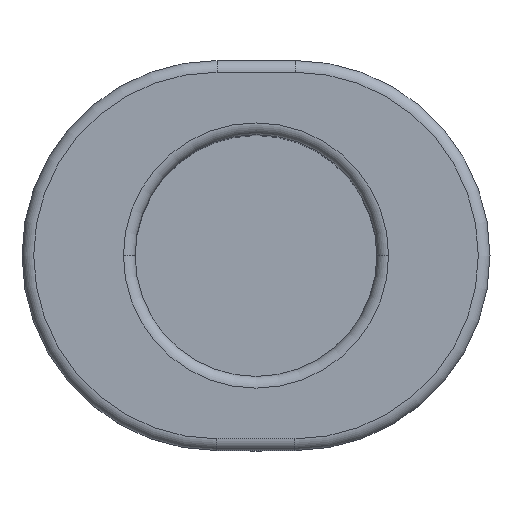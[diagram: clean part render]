
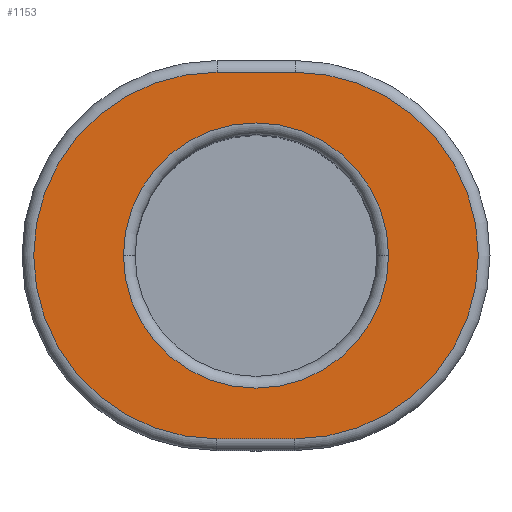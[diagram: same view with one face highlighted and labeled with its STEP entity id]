
A CAD part, top view. The second image highlights one B-rep face of the part: STEP entity #1153.
In plain terms, the highlighted planar face has unit normal (0, 0, 1).
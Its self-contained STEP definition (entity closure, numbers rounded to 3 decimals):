
#779=CARTESIAN_POINT('',(3.4,0.,10.0));
#780=VERTEX_POINT('',#779);
#788=CARTESIAN_POINT('',(-3.4,0.,10.0));
#789=VERTEX_POINT('',#788);
#790=CARTESIAN_POINT('',(0.0,0.,10.0));
#791=DIRECTION('',(0.0,0.0,1.0));
#792=DIRECTION('',(1.0,0.0,0.0));
#793=AXIS2_PLACEMENT_3D('',#790,#791,#792);
#794=CIRCLE('',#793,3.4);
#795=EDGE_CURVE('',#780,#789,#794,.T.);
#949=CARTESIAN_POINT('',(1.,4.7,10.));
#950=VERTEX_POINT('',#949);
#951=CARTESIAN_POINT('',(1.0,-4.7,10.0));
#952=VERTEX_POINT('',#951);
#953=CARTESIAN_POINT('',(1.0,0.,10.0));
#954=DIRECTION('',(0.,0.,-1.0));
#955=DIRECTION('',(1.0,0.,0.));
#956=AXIS2_PLACEMENT_3D('',#953,#954,#955);
#957=CIRCLE('',#956,4.7);
#958=EDGE_CURVE('',#950,#952,#957,.T.);
#993=CARTESIAN_POINT('',(-1.0,-4.7,10.0));
#994=VERTEX_POINT('',#993);
#995=CARTESIAN_POINT('',(1.0,-4.7,10.0));
#996=DIRECTION('',(-1.0,0.0,0.0));
#997=VECTOR('',#996,2.0);
#998=LINE('',#995,#997);
#999=EDGE_CURVE('',#952,#994,#998,.T.);
#1033=CARTESIAN_POINT('',(-1.,4.7,10.));
#1034=VERTEX_POINT('',#1033);
#1042=CARTESIAN_POINT('',(-1.,4.7,10.));
#1043=DIRECTION('',(1.0,0.0,0.0));
#1044=VECTOR('',#1043,2.);
#1045=LINE('',#1042,#1044);
#1046=EDGE_CURVE('',#1034,#950,#1045,.T.);
#1057=CARTESIAN_POINT('',(-1.0,0.,10.0));
#1058=DIRECTION('',(0.0,0.0,-1.0));
#1059=DIRECTION('',(-1.0,0.0,0.0));
#1060=AXIS2_PLACEMENT_3D('',#1057,#1058,#1059);
#1061=CIRCLE('',#1060,4.7);
#1062=EDGE_CURVE('',#994,#1034,#1061,.T.);
#1132=CARTESIAN_POINT('',(0.,0.,10.0));
#1133=DIRECTION('',(0.0,0.0,-1.0));
#1134=DIRECTION('',(1.0,0.0,0.0));
#1135=AXIS2_PLACEMENT_3D('',#1132,#1133,#1134);
#1136=PLANE('',#1135);
#1137=ORIENTED_EDGE('',*,*,#958,.F.);
#1138=ORIENTED_EDGE('',*,*,#1046,.F.);
#1139=ORIENTED_EDGE('',*,*,#1062,.F.);
#1140=ORIENTED_EDGE('',*,*,#999,.F.);
#1141=EDGE_LOOP('',(#1137,#1138,#1139,#1140));
#1142=FACE_OUTER_BOUND('',#1141,.T.);
#1143=CARTESIAN_POINT('',(0.0,0.,10.0));
#1144=DIRECTION('',(0.0,0.0,1.0));
#1145=DIRECTION('',(1.0,0.0,0.0));
#1146=AXIS2_PLACEMENT_3D('',#1143,#1144,#1145);
#1147=CIRCLE('',#1146,3.4);
#1148=EDGE_CURVE('',#789,#780,#1147,.T.);
#1149=ORIENTED_EDGE('',*,*,#1148,.F.);
#1150=ORIENTED_EDGE('',*,*,#795,.F.);
#1151=EDGE_LOOP('',(#1149,#1150));
#1152=FACE_BOUND('',#1151,.T.);
#1153=ADVANCED_FACE('',(#1142,#1152),#1136,.F.);
